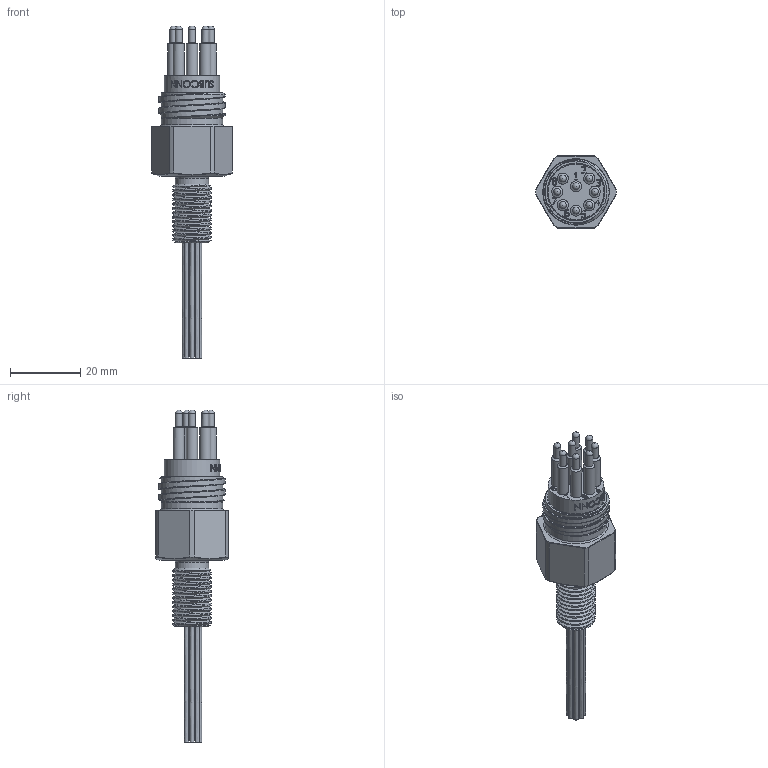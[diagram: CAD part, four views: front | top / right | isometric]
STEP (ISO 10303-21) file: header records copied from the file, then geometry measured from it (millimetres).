
FILE_DESCRIPTION(/* description */ (''),/* implementation_level */ '2;1');
FILE_NAME(/* name */ 'MCBH8M WB.stp',/* time_stamp */ '2014-11-27T14:41:10+01:00',/* author */ ('sh'),/* organization */ (''),/* preprocessor_version */ 'ST-DEVELOPER v15.2',/* originating_system */ 'Autodesk Inventor 2014',/* authorisation */ '');
FILE_SCHEMA (('AUTOMOTIVE_DESIGN { 1 0 10303 214 3 1 1 }'));
Products named in the file (1): MCBH8M WB
Bounding box: 23.11 x 20.62 x 94.81 mm (x, y, z)
Volume: 11120.3 mm3; surface area: 5848.8 mm2
Topology: 9 solids, 9 shells, 390 faces, 1018 edges, 676 vertices
Faces by surface type: bspline 167, plane 133, cylinder 48, torus 19, cone 15, sphere 8
Full cylindrical faces by diameter (mm): 1.27 x1, 1.974 x8, 3.175 x8, 9.449 x1, 9.55 x1, 12.725 x1, 15.875 x1, 16.256 x1, 17.247 x1, 17.628 x1
Entity records: 39228 total; most frequent: CARTESIAN_POINT 30707, ORIENTED_EDGE 1856, DIRECTION 1196, EDGE_CURVE 928, VERTEX_POINT 639, EDGE_LOOP 471, LINE 410, VECTOR 410
